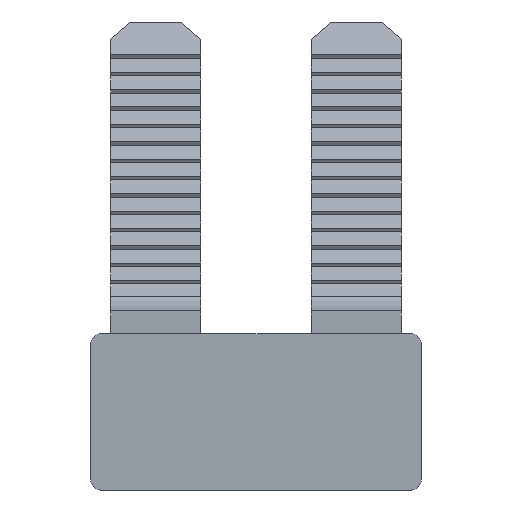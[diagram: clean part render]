
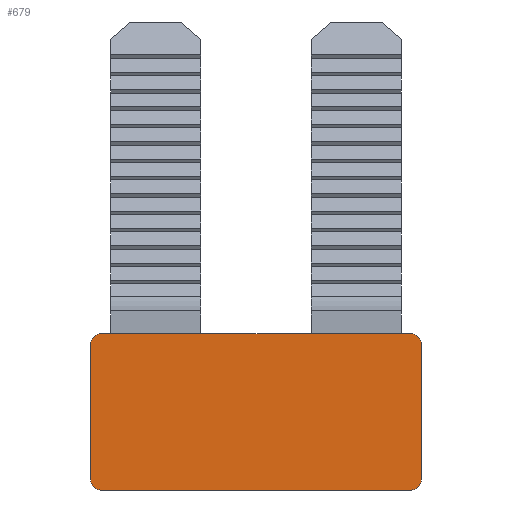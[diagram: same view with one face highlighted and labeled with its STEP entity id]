
A CAD part, front view. The second image highlights one B-rep face of the part: STEP entity #679.
In plain terms, the highlighted planar face has unit normal (0, -1, 0).
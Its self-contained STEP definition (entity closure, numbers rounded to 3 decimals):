
#27 = AXIS2_PLACEMENT_3D ( 'NONE', #5468, #1866, #2953 ) ;
#149 = AXIS2_PLACEMENT_3D ( 'NONE', #6247, #3250, #3662 ) ;
#197 = CIRCLE ( 'NONE', #1053, 0.5 ) ;
#319 = CARTESIAN_POINT ( 'NONE',  ( 8.25, -1.6, 0. ) ) ;
#326 = CARTESIAN_POINT ( 'NONE',  ( 40., -1.6, 0. ) ) ;
#344 = DIRECTION ( 'NONE',  ( 0., 0., 1. ) ) ;
#506 = DIRECTION ( 'NONE',  ( 0., -1., 0. ) ) ;
#550 = CARTESIAN_POINT ( 'NONE',  ( -8.25, -1.6, 7.8 ) ) ;
#590 = VERTEX_POINT ( 'NONE', #1843 ) ;
#600 = CARTESIAN_POINT ( 'NONE',  ( -8.25, -1.6, 0. ) ) ;
#679 = ADVANCED_FACE ( 'NONE', ( #2351 ), #4967, .F. ) ;
#789 = VECTOR ( 'NONE', #4923, 1000. ) ;
#1007 = LINE ( 'NONE', #3076, #4303 ) ;
#1022 = ORIENTED_EDGE ( 'NONE', *, *, #1340, .T. ) ;
#1052 = CARTESIAN_POINT ( 'NONE',  ( 7.75, -1.6, 7.8 ) ) ;
#1053 = AXIS2_PLACEMENT_3D ( 'NONE', #2537, #2023, #344 ) ;
#1064 = EDGE_CURVE ( 'NONE', #6443, #5285, #2309, .T. ) ;
#1082 = EDGE_CURVE ( 'NONE', #590, #6720, #3385, .T. ) ;
#1232 = EDGE_CURVE ( 'NONE', #2149, #6395, #6349, .T. ) ;
#1261 = AXIS2_PLACEMENT_3D ( 'NONE', #2760, #506, #4281 ) ;
#1340 = EDGE_CURVE ( 'NONE', #4001, #6443, #3608, .T. ) ;
#1843 = CARTESIAN_POINT ( 'NONE',  ( -8.25, -1.6, 0.5 ) ) ;
#1866 = DIRECTION ( 'NONE',  ( 0., -1., 0. ) ) ;
#2023 = DIRECTION ( 'NONE',  ( 0., -1., 0. ) ) ;
#2111 = EDGE_CURVE ( 'NONE', #590, #2720, #4656, .T. ) ;
#2149 = VERTEX_POINT ( 'NONE', #6233 ) ;
#2207 = ORIENTED_EDGE ( 'NONE', *, *, #1232, .F. ) ;
#2309 = LINE ( 'NONE', #319, #789 ) ;
#2351 = FACE_OUTER_BOUND ( 'NONE', #5242, .T. ) ;
#2516 = CARTESIAN_POINT ( 'NONE',  ( 8.25, -1.6, 0.5 ) ) ;
#2537 = CARTESIAN_POINT ( 'NONE',  ( 7.75, -1.6, 7.3 ) ) ;
#2586 = DIRECTION ( 'NONE',  ( 1., 0., 0. ) ) ;
#2720 = VERTEX_POINT ( 'NONE', #2773 ) ;
#2760 = CARTESIAN_POINT ( 'NONE',  ( -7.75, -1.6, 7.3 ) ) ;
#2773 = CARTESIAN_POINT ( 'NONE',  ( -8.25, -1.6, 7.3 ) ) ;
#2835 = AXIS2_PLACEMENT_3D ( 'NONE', #326, #4862, #2586 ) ;
#2847 = VECTOR ( 'NONE', #6282, 1000. ) ;
#2953 = DIRECTION ( 'NONE',  ( 0., 0., 1. ) ) ;
#3076 = CARTESIAN_POINT ( 'NONE',  ( 88.25, -1.6, 0. ) ) ;
#3250 = DIRECTION ( 'NONE',  ( 0., -1., 0. ) ) ;
#3385 = CIRCLE ( 'NONE', #27, 0.5 ) ;
#3566 = CARTESIAN_POINT ( 'NONE',  ( 7.75, -1.6, 0. ) ) ;
#3567 = CARTESIAN_POINT ( 'NONE',  ( 8.25, -1.6, 7.3 ) ) ;
#3608 = CIRCLE ( 'NONE', #149, 0.5 ) ;
#3644 = CIRCLE ( 'NONE', #1261, 0.5 ) ;
#3662 = DIRECTION ( 'NONE',  ( 0., 0., 1. ) ) ;
#3755 = ORIENTED_EDGE ( 'NONE', *, *, #4447, .T. ) ;
#4001 = VERTEX_POINT ( 'NONE', #3566 ) ;
#4281 = DIRECTION ( 'NONE',  ( 0., 0., 1. ) ) ;
#4303 = VECTOR ( 'NONE', #5087, 1000. ) ;
#4447 = EDGE_CURVE ( 'NONE', #5285, #6395, #197, .T. ) ;
#4476 = ORIENTED_EDGE ( 'NONE', *, *, #5618, .F. ) ;
#4557 = ORIENTED_EDGE ( 'NONE', *, *, #1064, .T. ) ;
#4602 = EDGE_CURVE ( 'NONE', #2149, #2720, #3644, .T. ) ;
#4656 = LINE ( 'NONE', #600, #6228 ) ;
#4862 = DIRECTION ( 'NONE',  ( 0., 1., 0. ) ) ;
#4923 = DIRECTION ( 'NONE',  ( 0., 0., 1. ) ) ;
#4951 = ORIENTED_EDGE ( 'NONE', *, *, #4602, .T. ) ;
#4967 = PLANE ( 'NONE',  #2835 ) ;
#5054 = CARTESIAN_POINT ( 'NONE',  ( -7.75, -1.6, 0. ) ) ;
#5087 = DIRECTION ( 'NONE',  ( -1., 0., 0. ) ) ;
#5242 = EDGE_LOOP ( 'NONE', ( #4476, #1022, #4557, #3755, #2207, #4951, #5397, #6178 ) ) ;
#5285 = VERTEX_POINT ( 'NONE', #3567 ) ;
#5397 = ORIENTED_EDGE ( 'NONE', *, *, #2111, .F. ) ;
#5468 = CARTESIAN_POINT ( 'NONE',  ( -7.75, -1.6, 0.5 ) ) ;
#5618 = EDGE_CURVE ( 'NONE', #4001, #6720, #1007, .T. ) ;
#6178 = ORIENTED_EDGE ( 'NONE', *, *, #1082, .T. ) ;
#6228 = VECTOR ( 'NONE', #6266, 1000. ) ;
#6233 = CARTESIAN_POINT ( 'NONE',  ( -7.75, -1.6, 7.8 ) ) ;
#6247 = CARTESIAN_POINT ( 'NONE',  ( 7.75, -1.6, 0.5 ) ) ;
#6266 = DIRECTION ( 'NONE',  ( 0., 0., 1. ) ) ;
#6282 = DIRECTION ( 'NONE',  ( 1., 0., 0. ) ) ;
#6349 = LINE ( 'NONE', #550, #2847 ) ;
#6395 = VERTEX_POINT ( 'NONE', #1052 ) ;
#6443 = VERTEX_POINT ( 'NONE', #2516 ) ;
#6720 = VERTEX_POINT ( 'NONE', #5054 ) ;
